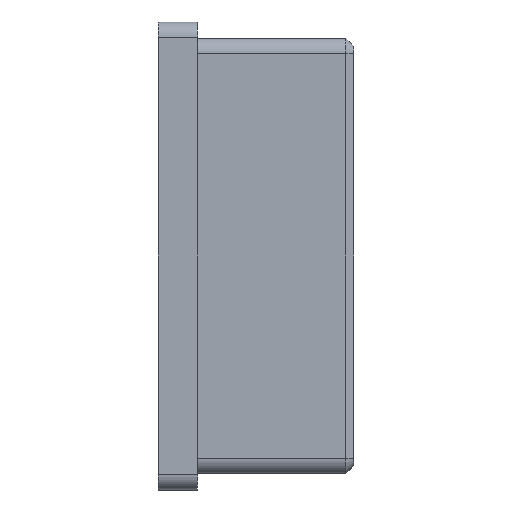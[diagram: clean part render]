
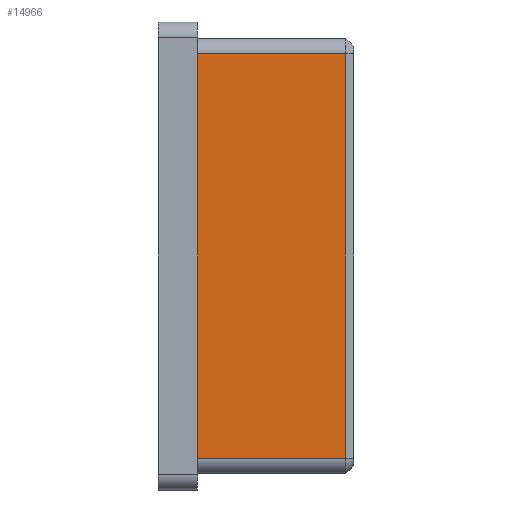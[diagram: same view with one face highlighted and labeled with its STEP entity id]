
A CAD part, left-side view. The second image highlights one B-rep face of the part: STEP entity #14966.
In plain terms, the highlighted planar face has unit normal (-1, 0, 0).
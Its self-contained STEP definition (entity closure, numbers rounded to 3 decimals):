
#198 = LINE ( 'NONE', #6506, #14237 ) ;
#301 = VECTOR ( 'NONE', #12000, 1000. ) ;
#706 = PLANE ( 'NONE',  #3874 ) ;
#1245 = ORIENTED_EDGE ( 'NONE', *, *, #10038, .T. ) ;
#1491 = VERTEX_POINT ( 'NONE', #7725 ) ;
#1591 = DIRECTION ( 'NONE',  ( 0., 0., 1. ) ) ;
#1701 = ORIENTED_EDGE ( 'NONE', *, *, #14193, .T. ) ;
#1950 = CARTESIAN_POINT ( 'NONE',  ( -27.9, 0., 27.9 ) ) ;
#2428 = VECTOR ( 'NONE', #1591, 1000. ) ;
#3863 = CARTESIAN_POINT ( 'NONE',  ( -27.9, -20., 25.9 ) ) ;
#3874 = AXIS2_PLACEMENT_3D ( 'NONE', #8891, #10043, #12391 ) ;
#4981 = CARTESIAN_POINT ( 'NONE',  ( -27.9, -19., 25.9 ) ) ;
#5562 = VECTOR ( 'NONE', #6381, 1000. ) ;
#5805 = CARTESIAN_POINT ( 'NONE',  ( -27.9, 0., 25.9 ) ) ;
#6349 = VERTEX_POINT ( 'NONE', #13522 ) ;
#6381 = DIRECTION ( 'NONE',  ( 0., 1., 0. ) ) ;
#6506 = CARTESIAN_POINT ( 'NONE',  ( -27.9, -20., -25.9 ) ) ;
#7725 = CARTESIAN_POINT ( 'NONE',  ( -27.9, -19., -25.9 ) ) ;
#8284 = EDGE_LOOP ( 'NONE', ( #14996, #1245, #9697, #1701 ) ) ;
#8575 = DIRECTION ( 'NONE',  ( 0., -1., 0. ) ) ;
#8642 = CARTESIAN_POINT ( 'NONE',  ( -27.9, -19., 25.9 ) ) ;
#8891 = CARTESIAN_POINT ( 'NONE',  ( -27.9, -20., 27.9 ) ) ;
#8997 = VERTEX_POINT ( 'NONE', #4981 ) ;
#9697 = ORIENTED_EDGE ( 'NONE', *, *, #10513, .T. ) ;
#10038 = EDGE_CURVE ( 'NONE', #1491, #8997, #14796, .T. ) ;
#10043 = DIRECTION ( 'NONE',  ( 1., 0., 0. ) ) ;
#10513 = EDGE_CURVE ( 'NONE', #8997, #10756, #11348, .T. ) ;
#10756 = VERTEX_POINT ( 'NONE', #5805 ) ;
#11027 = EDGE_CURVE ( 'NONE', #6349, #1491, #198, .T. ) ;
#11348 = LINE ( 'NONE', #3863, #5562 ) ;
#12000 = DIRECTION ( 'NONE',  ( 0., 0., -1. ) ) ;
#12391 = DIRECTION ( 'NONE',  ( 0., 0., -1. ) ) ;
#13089 = LINE ( 'NONE', #1950, #301 ) ;
#13522 = CARTESIAN_POINT ( 'NONE',  ( -27.9, 0., -25.9 ) ) ;
#14062 = FACE_OUTER_BOUND ( 'NONE', #8284, .T. ) ;
#14193 = EDGE_CURVE ( 'NONE', #10756, #6349, #13089, .T. ) ;
#14237 = VECTOR ( 'NONE', #8575, 1000. ) ;
#14796 = LINE ( 'NONE', #8642, #2428 ) ;
#14966 = ADVANCED_FACE ( 'NONE', ( #14062 ), #706, .F. ) ;
#14996 = ORIENTED_EDGE ( 'NONE', *, *, #11027, .T. ) ;
